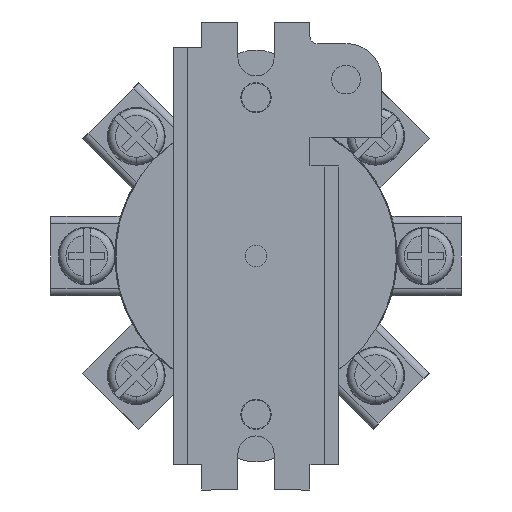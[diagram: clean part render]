
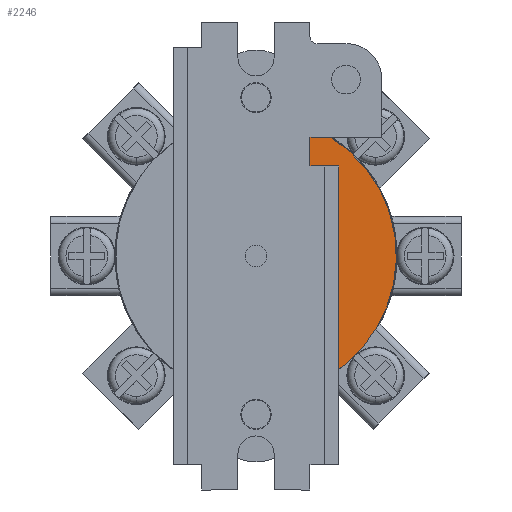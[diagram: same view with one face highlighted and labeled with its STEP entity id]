
A CAD part, front view. The second image highlights one B-rep face of the part: STEP entity #2246.
In plain terms, the highlighted planar face has unit normal (0, -1, 0).
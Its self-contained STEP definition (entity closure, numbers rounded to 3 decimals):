
#1049 = VERTEX_POINT ( 'NONE', #2318 ) ;
#1183 = VERTEX_POINT ( 'NONE', #5107 ) ;
#1921 = DIRECTION ( 'NONE',  ( -1., 0., 0. ) ) ;
#1943 = LINE ( 'NONE', #1946, #13290 ) ;
#1946 = CARTESIAN_POINT ( 'NONE',  ( 7.5, 12., 12.5 ) ) ;
#2246 = ADVANCED_FACE ( 'NONE', ( #2477 ), #14332, .T. ) ;
#2318 = CARTESIAN_POINT ( 'NONE',  ( 9.5, 12., 12.5 ) ) ;
#2477 = FACE_OUTER_BOUND ( 'NONE', #11549, .T. ) ;
#3083 = ORIENTED_EDGE ( 'NONE', *, *, #13365, .F. ) ;
#3153 = DIRECTION ( 'NONE',  ( 0., 0., -1. ) ) ;
#3166 = DIRECTION ( 'NONE',  ( 0., -1., 0. ) ) ;
#3169 = CARTESIAN_POINT ( 'NONE',  ( 0., 12., 0. ) ) ;
#3533 = LINE ( 'NONE', #6891, #6280 ) ;
#3564 = EDGE_CURVE ( 'NONE', #15621, #11437, #12178, .T. ) ;
#4055 = DIRECTION ( 'NONE',  ( 0., 0., -1. ) ) ;
#4646 = CARTESIAN_POINT ( 'NONE',  ( 0., 12., 0. ) ) ;
#5107 = CARTESIAN_POINT ( 'NONE',  ( 10.392, 12., 16.5 ) ) ;
#5661 = EDGE_CURVE ( 'NONE', #11437, #1183, #9400, .T. ) ;
#6280 = VECTOR ( 'NONE', #6747, 1000. ) ;
#6609 = EDGE_CURVE ( 'NONE', #12906, #1183, #12260, .T. ) ;
#6747 = DIRECTION ( 'NONE',  ( 0., 0., -1. ) ) ;
#6891 = CARTESIAN_POINT ( 'NONE',  ( 9.5, 12., -27.5 ) ) ;
#6953 = VECTOR ( 'NONE', #11722, 1000. ) ;
#7995 = ORIENTED_EDGE ( 'NONE', *, *, #6609, .T. ) ;
#8347 = CARTESIAN_POINT ( 'NONE',  ( 7.5, 12., 12.5 ) ) ;
#8418 = CARTESIAN_POINT ( 'NONE',  ( 9.5, 12., -17.029 ) ) ;
#9400 = LINE ( 'NONE', #13994, #15814 ) ;
#11437 = VERTEX_POINT ( 'NONE', #13651 ) ;
#11549 = EDGE_LOOP ( 'NONE', ( #7995, #11769, #15751, #3083, #16265 ) ) ;
#11722 = DIRECTION ( 'NONE',  ( 0., 0., 1. ) ) ;
#11769 = ORIENTED_EDGE ( 'NONE', *, *, #5661, .F. ) ;
#11865 = CARTESIAN_POINT ( 'NONE',  ( 7.5, 12., 16.5 ) ) ;
#12178 = LINE ( 'NONE', #11865, #6953 ) ;
#12260 = CIRCLE ( 'NONE', #15778, 19.5 ) ;
#12906 = VERTEX_POINT ( 'NONE', #8418 ) ;
#13082 = EDGE_CURVE ( 'NONE', #1049, #12906, #3533, .T. ) ;
#13290 = VECTOR ( 'NONE', #1921, 1000. ) ;
#13365 = EDGE_CURVE ( 'NONE', #1049, #15621, #1943, .T. ) ;
#13651 = CARTESIAN_POINT ( 'NONE',  ( 7.5, 12., 16.5 ) ) ;
#13961 = DIRECTION ( 'NONE',  ( 1., 0., 0. ) ) ;
#13994 = CARTESIAN_POINT ( 'NONE',  ( 17.5, 12., 16.5 ) ) ;
#14332 = PLANE ( 'NONE',  #15304 ) ;
#14768 = DIRECTION ( 'NONE',  ( 0., -1., 0. ) ) ;
#15304 = AXIS2_PLACEMENT_3D ( 'NONE', #4646, #14768, #4055 ) ;
#15621 = VERTEX_POINT ( 'NONE', #8347 ) ;
#15751 = ORIENTED_EDGE ( 'NONE', *, *, #3564, .F. ) ;
#15778 = AXIS2_PLACEMENT_3D ( 'NONE', #3169, #3166, #3153 ) ;
#15814 = VECTOR ( 'NONE', #13961, 1000. ) ;
#16265 = ORIENTED_EDGE ( 'NONE', *, *, #13082, .T. ) ;
